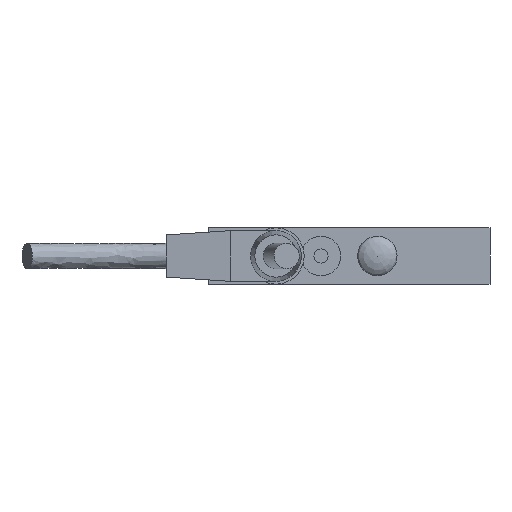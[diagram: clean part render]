
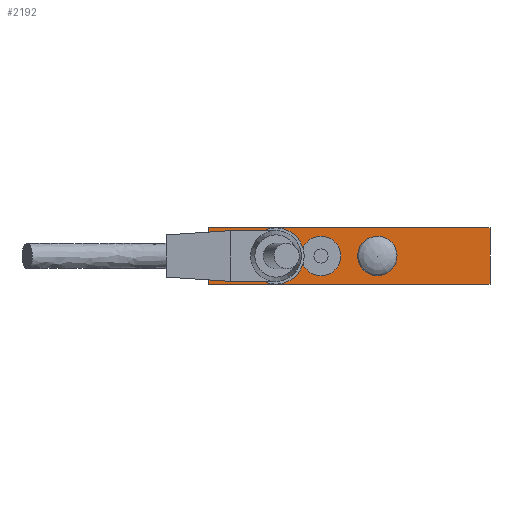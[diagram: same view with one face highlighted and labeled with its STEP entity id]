
A CAD part, left-side view. The second image highlights one B-rep face of the part: STEP entity #2192.
In plain terms, the highlighted planar face has unit normal (-1, 0, 0).
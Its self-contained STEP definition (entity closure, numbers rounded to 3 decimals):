
#78=FACE_BOUND('',#408,.T.);
#79=FACE_BOUND('',#409,.T.);
#80=FACE_BOUND('',#410,.T.);
#137=PLANE('',#2360);
#254=FACE_OUTER_BOUND('',#407,.T.);
#407=EDGE_LOOP('',(#1627,#1628,#1629,#1630));
#408=EDGE_LOOP('',(#1631));
#409=EDGE_LOOP('',(#1632));
#410=EDGE_LOOP('',(#1633));
#620=LINE('',#3287,#834);
#621=LINE('',#3289,#835);
#622=LINE('',#3291,#836);
#623=LINE('',#3292,#837);
#834=VECTOR('',#2636,50.);
#835=VECTOR('',#2637,10.);
#836=VECTOR('',#2638,50.);
#837=VECTOR('',#2639,10.);
#1030=CIRCLE('',#2351,3.5);
#1034=CIRCLE('',#2358,2.);
#1035=CIRCLE('',#2361,1.5);
#1112=VERTEX_POINT('',#3270);
#1116=VERTEX_POINT('',#3281);
#1117=VERTEX_POINT('',#3285);
#1118=VERTEX_POINT('',#3286);
#1119=VERTEX_POINT('',#3288);
#1120=VERTEX_POINT('',#3290);
#1121=VERTEX_POINT('',#3293);
#1323=EDGE_CURVE('',#1112,#1112,#1030,.T.);
#1327=EDGE_CURVE('',#1116,#1116,#1034,.T.);
#1328=EDGE_CURVE('',#1117,#1118,#620,.T.);
#1329=EDGE_CURVE('',#1119,#1118,#621,.T.);
#1330=EDGE_CURVE('',#1119,#1120,#622,.T.);
#1331=EDGE_CURVE('',#1120,#1117,#623,.T.);
#1332=EDGE_CURVE('',#1121,#1121,#1035,.T.);
#1627=ORIENTED_EDGE('',*,*,#1328,.T.);
#1628=ORIENTED_EDGE('',*,*,#1329,.F.);
#1629=ORIENTED_EDGE('',*,*,#1330,.T.);
#1630=ORIENTED_EDGE('',*,*,#1331,.T.);
#1631=ORIENTED_EDGE('',*,*,#1323,.T.);
#1632=ORIENTED_EDGE('',*,*,#1332,.T.);
#1633=ORIENTED_EDGE('',*,*,#1327,.T.);
#2192=ADVANCED_FACE('',(#254,#78,#79,#80),#137,.T.);
#2351=AXIS2_PLACEMENT_3D('',#3271,#2616,#2617);
#2358=AXIS2_PLACEMENT_3D('',#3282,#2630,#2631);
#2360=AXIS2_PLACEMENT_3D('',#3284,#2634,#2635);
#2361=AXIS2_PLACEMENT_3D('',#3294,#2640,#2641);
#2616=DIRECTION('center_axis',(1.,0.,0.));
#2617=DIRECTION('ref_axis',(0.,0.,-1.));
#2630=DIRECTION('center_axis',(1.,0.,0.));
#2631=DIRECTION('ref_axis',(0.,0.,-1.));
#2634=DIRECTION('center_axis',(-1.,0.,0.));
#2635=DIRECTION('ref_axis',(0.,0.,1.));
#2636=DIRECTION('',(0.,1.,0.));
#2637=DIRECTION('',(0.,0.,1.));
#2638=DIRECTION('',(0.,-1.,0.));
#2639=DIRECTION('',(0.,0.,1.));
#2640=DIRECTION('center_axis',(1.,0.,0.));
#2641=DIRECTION('ref_axis',(0.,0.,-1.));
#3270=CARTESIAN_POINT('',(-20.995,4.625,8.5));
#3271=CARTESIAN_POINT('Origin',(-20.995,4.625,5.));
#3281=CARTESIAN_POINT('',(-20.995,-5.375,7.));
#3282=CARTESIAN_POINT('Origin',(-20.995,-5.375,5.));
#3284=CARTESIAN_POINT('Origin',(-20.995,-25.375,0.));
#3285=CARTESIAN_POINT('',(-20.995,-25.375,10.));
#3286=CARTESIAN_POINT('',(-20.995,24.625,10.));
#3287=CARTESIAN_POINT('',(-20.995,-25.375,10.));
#3288=CARTESIAN_POINT('',(-20.995,24.625,0.));
#3289=CARTESIAN_POINT('',(-20.995,24.625,0.));
#3290=CARTESIAN_POINT('',(-20.995,-25.375,0.));
#3291=CARTESIAN_POINT('',(-20.995,24.625,0.));
#3292=CARTESIAN_POINT('',(-20.995,-25.375,0.));
#3293=CARTESIAN_POINT('',(-20.995,12.625,6.5));
#3294=CARTESIAN_POINT('Origin',(-20.995,12.625,5.));
